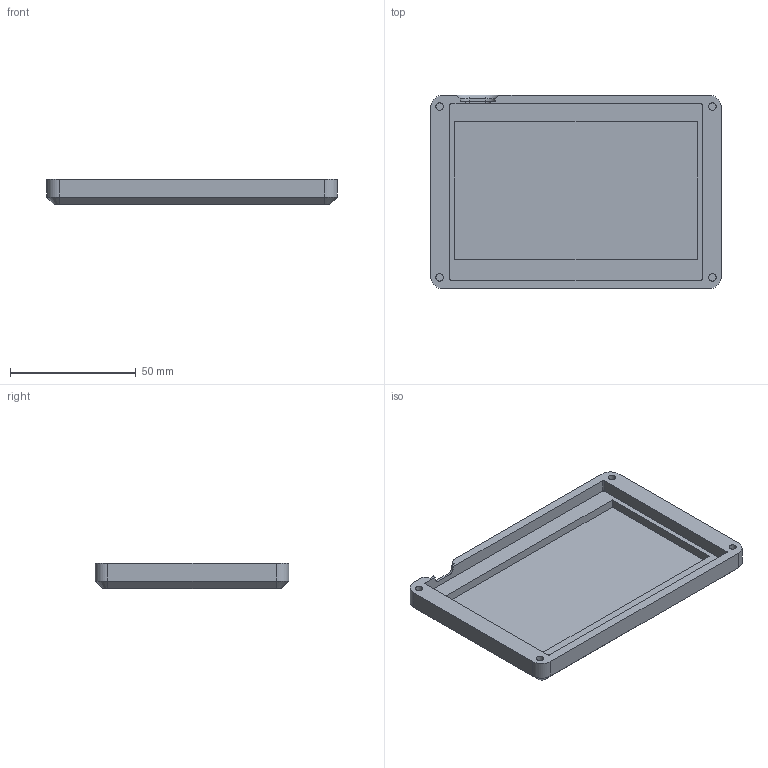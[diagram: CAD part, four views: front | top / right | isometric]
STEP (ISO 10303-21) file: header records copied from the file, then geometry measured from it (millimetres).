
FILE_DESCRIPTION(/* description */ (''),/* implementation_level */ '2;1');
FILE_NAME(/* name */ 'BTM_CASE.step',/* time_stamp */ '2025-12-16T00:13:55-05:00',/* author */ (''),/* organization */ (''),/* preprocessor_version */ 'ST-DEVELOPER v20.1',/* originating_system */ 'Autodesk Translation Framework v14.21.0.0',/* authorisation */ '');
FILE_SCHEMA (('AUTOMOTIVE_DESIGN { 1 0 10303 214 3 1 1 }'));
Length unit declared in the file: millimetre
Products named in the file (1): 2025-12-16-00-13-55-117
Bounding box: 115.62 x 77.1 x 10.1 mm (x, y, z)
Volume: 33367.1 mm3; surface area: 23741.3 mm2
Topology: 1 solids, 1 shells, 62 faces, 151 edges, 96 vertices
Faces by surface type: plane 34, cylinder 20, cone 8
Full cylindrical faces by diameter (mm): 3 x4
Entity records: 1842 total; most frequent: DIRECTION 323, CARTESIAN_POINT 314, ORIENTED_EDGE 302, EDGE_CURVE 151, AXIS2_PLACEMENT_3D 111, LINE 101, VECTOR 101, VERTEX_POINT 96
